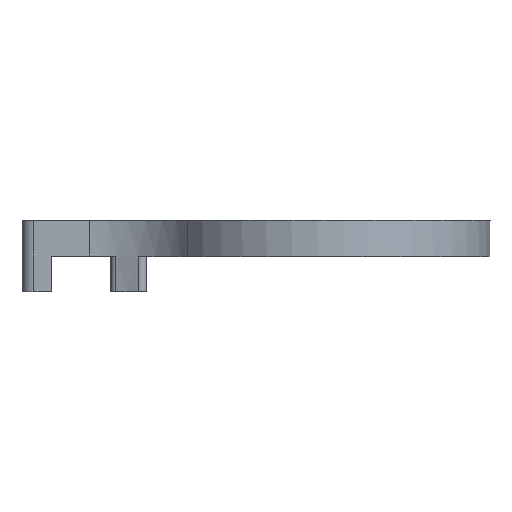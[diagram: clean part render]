
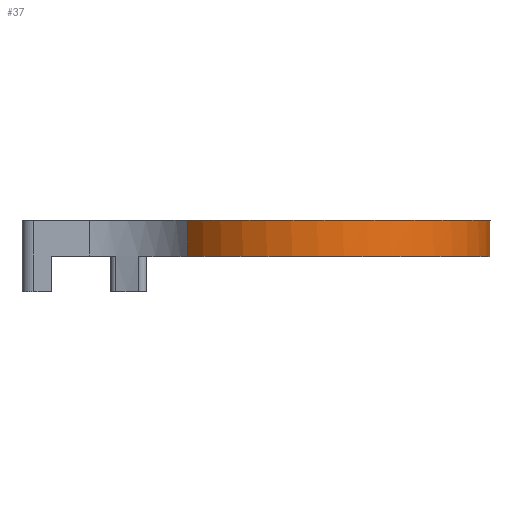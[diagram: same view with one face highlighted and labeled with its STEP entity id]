
A CAD part, top view. The second image highlights one B-rep face of the part: STEP entity #37.
In plain terms, the highlighted free-form (B-spline) face has degree [2, 1] with [9, 2] control points.
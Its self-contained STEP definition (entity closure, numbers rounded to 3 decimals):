
#37=ADVANCED_FACE('',(#73),#643,.T.);
#73=FACE_OUTER_BOUND('',#109,.T.);
#109=EDGE_LOOP('',(#171,#172,#173,#174));
#171=ORIENTED_EDGE('',*,*,#378,.T.);
#172=ORIENTED_EDGE('',*,*,#366,.F.);
#173=ORIENTED_EDGE('',*,*,#367,.T.);
#174=ORIENTED_EDGE('',*,*,#368,.T.);
#366=EDGE_CURVE('',#569,#576,#495,.T.);
#367=EDGE_CURVE('',#569,#570,#496,.T.);
#368=EDGE_CURVE('',#570,#577,#497,.T.);
#378=EDGE_CURVE('',#577,#576,#507,.T.);
#495=(
BOUNDED_CURVE()
B_SPLINE_CURVE(1,(#1072,#1073),.UNSPECIFIED.,.F.,.F.)
B_SPLINE_CURVE_WITH_KNOTS((2,2),(0.,3.04),.UNSPECIFIED.)
CURVE()
GEOMETRIC_REPRESENTATION_ITEM()
RATIONAL_B_SPLINE_CURVE((1.,1.))
REPRESENTATION_ITEM('')
);
#496=(
BOUNDED_CURVE()
B_SPLINE_CURVE(2,(#1074,#1075,#1076,#1077,#1078,#1079,#1080,#1081,#1082),
 .UNSPECIFIED.,.F.,.F.)
B_SPLINE_CURVE_WITH_KNOTS((3,2,2,2,3),(5159.19,5176.109,
5193.027,5209.946,5226.865),.UNSPECIFIED.)
CURVE()
GEOMETRIC_REPRESENTATION_ITEM()
RATIONAL_B_SPLINE_CURVE((1.,0.804,1.,0.804,1.,0.804,
1.,0.804,1.))
REPRESENTATION_ITEM('')
);
#497=(
BOUNDED_CURVE()
B_SPLINE_CURVE(1,(#1083,#1084),.UNSPECIFIED.,.F.,.F.)
B_SPLINE_CURVE_WITH_KNOTS((2,2),(0.,3.04),.UNSPECIFIED.)
CURVE()
GEOMETRIC_REPRESENTATION_ITEM()
RATIONAL_B_SPLINE_CURVE((1.,1.))
REPRESENTATION_ITEM('')
);
#507=(
BOUNDED_CURVE()
B_SPLINE_CURVE(2,(#1113,#1114,#1115,#1116,#1117,#1118,#1119,#1120,#1121),
 .UNSPECIFIED.,.F.,.F.)
B_SPLINE_CURVE_WITH_KNOTS((3,2,2,2,3),(-5226.865,-5209.946,
-5193.027,-5176.109,-5159.19),.UNSPECIFIED.)
CURVE()
GEOMETRIC_REPRESENTATION_ITEM()
RATIONAL_B_SPLINE_CURVE((1.,0.804,1.,0.804,1.,0.804,
1.,0.804,1.))
REPRESENTATION_ITEM('')
);
#569=VERTEX_POINT('',#987);
#570=VERTEX_POINT('',#988);
#576=VERTEX_POINT('',#994);
#577=VERTEX_POINT('',#995);
#643=(
BOUNDED_SURFACE()
B_SPLINE_SURFACE(2,1,((#727,#728),(#729,#730),(#731,#732),(#733,#734),(#735,
#736),(#737,#738),(#739,#740),(#741,#742),(#743,#744)),.UNSPECIFIED.,.F.,
 .F.,.F.)
B_SPLINE_SURFACE_WITH_KNOTS((3,2,2,2,3),(2,2),(5159.19,5176.109,
5193.027,5209.946,5226.865),(0.,6.),
 .UNSPECIFIED.)
GEOMETRIC_REPRESENTATION_ITEM()
RATIONAL_B_SPLINE_SURFACE(((1.,1.),(0.804,0.804),
(1.,1.),(0.804,0.804),(1.,1.),(0.804,0.804),
(1.,1.),(0.804,0.804),(1.,1.)))
REPRESENTATION_ITEM('')
SURFACE()
);
#727=CARTESIAN_POINT('',(19.626,86.99,12.125));
#728=CARTESIAN_POINT('',(19.626,80.99,12.125));
#729=CARTESIAN_POINT('',(25.441,86.99,3.578));
#730=CARTESIAN_POINT('',(25.441,80.99,3.578));
#731=CARTESIAN_POINT('',(35.321,86.99,6.62));
#732=CARTESIAN_POINT('',(35.321,80.99,6.62));
#733=CARTESIAN_POINT('',(45.201,86.99,9.662));
#734=CARTESIAN_POINT('',(45.201,80.99,9.662));
#735=CARTESIAN_POINT('',(45.201,86.99,20.));
#736=CARTESIAN_POINT('',(45.201,80.99,20.));
#737=CARTESIAN_POINT('',(45.201,86.99,30.338));
#738=CARTESIAN_POINT('',(45.201,80.99,30.338));
#739=CARTESIAN_POINT('',(35.321,86.99,33.38));
#740=CARTESIAN_POINT('',(35.321,80.99,33.38));
#741=CARTESIAN_POINT('',(25.441,86.99,36.422));
#742=CARTESIAN_POINT('',(25.441,80.99,36.422));
#743=CARTESIAN_POINT('',(19.626,86.99,27.875));
#744=CARTESIAN_POINT('',(19.626,80.99,27.875));
#987=CARTESIAN_POINT('',(19.626,86.99,12.125));
#988=CARTESIAN_POINT('',(19.626,86.99,27.875));
#994=CARTESIAN_POINT('',(19.626,83.95,12.125));
#995=CARTESIAN_POINT('',(19.626,83.95,27.875));
#1072=CARTESIAN_POINT('',(19.626,86.99,12.125));
#1073=CARTESIAN_POINT('',(19.626,83.95,12.125));
#1074=CARTESIAN_POINT('',(19.626,86.99,12.125));
#1075=CARTESIAN_POINT('',(25.441,86.99,3.578));
#1076=CARTESIAN_POINT('',(35.321,86.99,6.62));
#1077=CARTESIAN_POINT('',(45.201,86.99,9.662));
#1078=CARTESIAN_POINT('',(45.201,86.99,20.));
#1079=CARTESIAN_POINT('',(45.201,86.99,30.338));
#1080=CARTESIAN_POINT('',(35.321,86.99,33.38));
#1081=CARTESIAN_POINT('',(25.441,86.99,36.422));
#1082=CARTESIAN_POINT('',(19.626,86.99,27.875));
#1083=CARTESIAN_POINT('',(19.626,86.99,27.875));
#1084=CARTESIAN_POINT('',(19.626,83.95,27.875));
#1113=CARTESIAN_POINT('',(19.626,83.95,27.875));
#1114=CARTESIAN_POINT('',(25.441,83.95,36.422));
#1115=CARTESIAN_POINT('',(35.321,83.95,33.38));
#1116=CARTESIAN_POINT('',(45.201,83.95,30.338));
#1117=CARTESIAN_POINT('',(45.201,83.95,20.));
#1118=CARTESIAN_POINT('',(45.201,83.95,9.662));
#1119=CARTESIAN_POINT('',(35.321,83.95,6.62));
#1120=CARTESIAN_POINT('',(25.441,83.95,3.578));
#1121=CARTESIAN_POINT('',(19.626,83.95,12.125));
